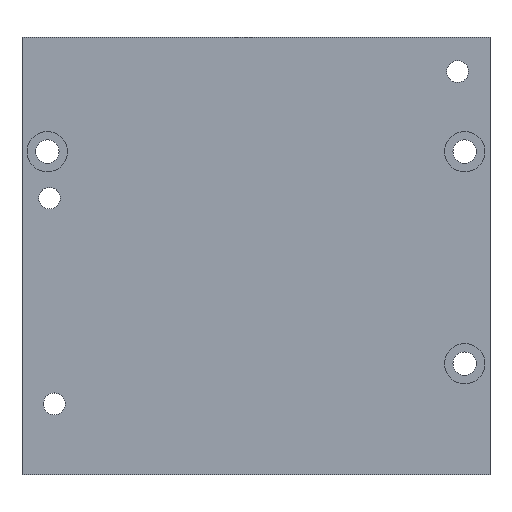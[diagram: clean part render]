
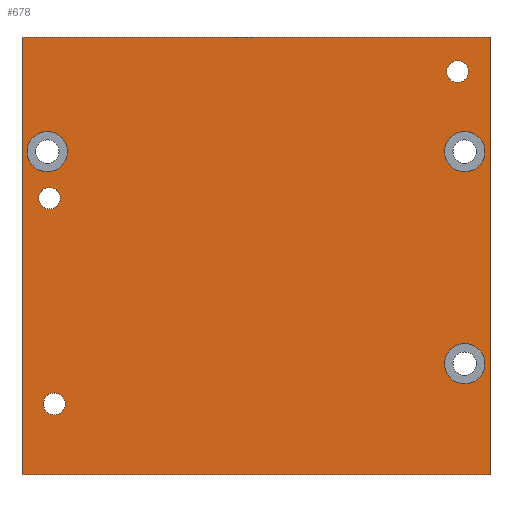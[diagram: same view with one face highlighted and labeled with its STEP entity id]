
A CAD part, top view. The second image highlights one B-rep face of the part: STEP entity #678.
In plain terms, the highlighted planar face has unit normal (0, 0, 1).
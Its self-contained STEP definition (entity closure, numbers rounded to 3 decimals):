
#17 = CARTESIAN_POINT ( 'NONE',  ( -34., 16.75, 6. ) ) ;
#48 = VERTEX_POINT ( 'NONE', #921 ) ;
#59 = FACE_OUTER_BOUND ( 'NONE', #1113, .T. ) ;
#96 = DIRECTION ( 'NONE',  ( 1., 0., 0. ) ) ;
#104 = CARTESIAN_POINT ( 'NONE',  ( -31., 16.75, 6. ) ) ;
#128 = CIRCLE ( 'NONE', #1346, 1.625 ) ;
#142 = DIRECTION ( 'NONE',  ( 1., 0., 0. ) ) ;
#154 = CARTESIAN_POINT ( 'NONE',  ( -34.75, 0., 6. ) ) ;
#176 = EDGE_CURVE ( 'NONE', #1318, #1606, #1190, .T. ) ;
#181 = ORIENTED_EDGE ( 'NONE', *, *, #478, .T. ) ;
#189 = CARTESIAN_POINT ( 'NONE',  ( -30.665, 9.828, 6. ) ) ;
#201 = CIRCLE ( 'NONE', #1122, 3. ) ;
#206 = ORIENTED_EDGE ( 'NONE', *, *, #1133, .F. ) ;
#218 = DIRECTION ( 'NONE',  ( 0., 0., 1. ) ) ;
#241 = ORIENTED_EDGE ( 'NONE', *, *, #1361, .F. ) ;
#244 = DIRECTION ( 'NONE',  ( 1., 0., 0. ) ) ;
#261 = AXIS2_PLACEMENT_3D ( 'NONE', #1052, #769, #393 ) ;
#270 = EDGE_CURVE ( 'NONE', #527, #446, #1374, .T. ) ;
#276 = LINE ( 'NONE', #787, #1151 ) ;
#292 = ORIENTED_EDGE ( 'NONE', *, *, #850, .F. ) ;
#299 = ORIENTED_EDGE ( 'NONE', *, *, #753, .T. ) ;
#303 = EDGE_CURVE ( 'NONE', #371, #1525, #1343, .T. ) ;
#320 = CARTESIAN_POINT ( 'NONE',  ( -34.75, -31.25, 6. ) ) ;
#321 = ORIENTED_EDGE ( 'NONE', *, *, #270, .F. ) ;
#324 = DIRECTION ( 'NONE',  ( 1., 0., 0. ) ) ;
#328 = VERTEX_POINT ( 'NONE', #1111 ) ;
#333 = DIRECTION ( 'NONE',  ( 1., 0., 0. ) ) ;
#343 = CARTESIAN_POINT ( 'NONE',  ( 34., 16.75, 6. ) ) ;
#351 = ORIENTED_EDGE ( 'NONE', *, *, #870, .F. ) ;
#354 = CARTESIAN_POINT ( 'NONE',  ( 31., -14.75, 6. ) ) ;
#358 = LINE ( 'NONE', #1016, #663 ) ;
#371 = VERTEX_POINT ( 'NONE', #343 ) ;
#393 = DIRECTION ( 'NONE',  ( 1., 0., 0. ) ) ;
#426 = EDGE_LOOP ( 'NONE', ( #321, #241 ) ) ;
#428 = ORIENTED_EDGE ( 'NONE', *, *, #1556, .F. ) ;
#437 = FACE_BOUND ( 'NONE', #521, .T. ) ;
#445 = CIRCLE ( 'NONE', #1617, 3. ) ;
#446 = VERTEX_POINT ( 'NONE', #17 ) ;
#478 = EDGE_CURVE ( 'NONE', #1318, #48, #276, .T. ) ;
#493 = DIRECTION ( 'NONE',  ( -1., 0., 0. ) ) ;
#495 = DIRECTION ( 'NONE',  ( 0., 0., 1. ) ) ;
#511 = EDGE_CURVE ( 'NONE', #328, #1327, #128, .T. ) ;
#513 = CARTESIAN_POINT ( 'NONE',  ( 34.75, 0., 6. ) ) ;
#520 = CARTESIAN_POINT ( 'NONE',  ( 31., 16.75, 6. ) ) ;
#521 = EDGE_LOOP ( 'NONE', ( #1285, #292 ) ) ;
#527 = VERTEX_POINT ( 'NONE', #1331 ) ;
#541 = DIRECTION ( 'NONE',  ( 1., 0., 0. ) ) ;
#545 = DIRECTION ( 'NONE',  ( 0., 1., 0. ) ) ;
#548 = EDGE_LOOP ( 'NONE', ( #1668, #351 ) ) ;
#558 = CARTESIAN_POINT ( 'NONE',  ( 34.75, 33.75, 6. ) ) ;
#579 = PLANE ( 'NONE',  #746 ) ;
#603 = CARTESIAN_POINT ( 'NONE',  ( 28.318, 28.638, 6. ) ) ;
#604 = VERTEX_POINT ( 'NONE', #687 ) ;
#660 = DIRECTION ( 'NONE',  ( 0., 0., 1. ) ) ;
#663 = VECTOR ( 'NONE', #493, 1000. ) ;
#673 = DIRECTION ( 'NONE',  ( 1., 0., 0. ) ) ;
#678 = ADVANCED_FACE ( 'NONE', ( #1494, #437, #953, #822, #1088, #1348, #59 ), #579, .T. ) ;
#682 = CARTESIAN_POINT ( 'NONE',  ( 34., -14.75, 6. ) ) ;
#687 = CARTESIAN_POINT ( 'NONE',  ( -29.065, 9.828, 6. ) ) ;
#690 = EDGE_CURVE ( 'NONE', #604, #1188, #989, .T. ) ;
#717 = VECTOR ( 'NONE', #545, 1000. ) ;
#719 = CIRCLE ( 'NONE', #991, 1.625 ) ;
#738 = CARTESIAN_POINT ( 'NONE',  ( -30.665, 9.828, 6. ) ) ;
#745 = EDGE_CURVE ( 'NONE', #793, #1381, #1178, .T. ) ;
#746 = AXIS2_PLACEMENT_3D ( 'NONE', #960, #1486, #324 ) ;
#753 = EDGE_CURVE ( 'NONE', #1387, #1606, #358, .T. ) ;
#766 = DIRECTION ( 'NONE',  ( 0., 0., 1. ) ) ;
#769 = DIRECTION ( 'NONE',  ( 0., 0., 1. ) ) ;
#786 = VERTEX_POINT ( 'NONE', #877 ) ;
#787 = CARTESIAN_POINT ( 'NONE',  ( 0., -31.25, 6. ) ) ;
#792 = DIRECTION ( 'NONE',  ( 1., 0., 0. ) ) ;
#793 = VERTEX_POINT ( 'NONE', #1263 ) ;
#797 = DIRECTION ( 'NONE',  ( 0., 0., 1. ) ) ;
#822 = FACE_BOUND ( 'NONE', #1245, .T. ) ;
#826 = AXIS2_PLACEMENT_3D ( 'NONE', #189, #1099, #1624 ) ;
#850 = EDGE_CURVE ( 'NONE', #1525, #371, #1595, .T. ) ;
#869 = CARTESIAN_POINT ( 'NONE',  ( 31., -14.75, 6. ) ) ;
#870 = EDGE_CURVE ( 'NONE', #1105, #786, #719, .T. ) ;
#871 = DIRECTION ( 'NONE',  ( 1., 0., 0. ) ) ;
#873 = ORIENTED_EDGE ( 'NONE', *, *, #690, .F. ) ;
#874 = DIRECTION ( 'NONE',  ( 1., 0., 0. ) ) ;
#877 = CARTESIAN_POINT ( 'NONE',  ( 31.568, 28.638, 6. ) ) ;
#884 = EDGE_CURVE ( 'NONE', #786, #1105, #936, .T. ) ;
#921 = CARTESIAN_POINT ( 'NONE',  ( 34.75, -31.25, 6. ) ) ;
#926 = ORIENTED_EDGE ( 'NONE', *, *, #745, .F. ) ;
#928 = CIRCLE ( 'NONE', #1585, 1.6 ) ;
#936 = CIRCLE ( 'NONE', #261, 1.625 ) ;
#953 = FACE_BOUND ( 'NONE', #1347, .T. ) ;
#960 = CARTESIAN_POINT ( 'NONE',  ( 0., 0., 6. ) ) ;
#978 = CARTESIAN_POINT ( 'NONE',  ( -34.75, 33.75, 6. ) ) ;
#989 = CIRCLE ( 'NONE', #826, 1.6 ) ;
#991 = AXIS2_PLACEMENT_3D ( 'NONE', #1311, #660, #541 ) ;
#1014 = ORIENTED_EDGE ( 'NONE', *, *, #1240, .F. ) ;
#1016 = CARTESIAN_POINT ( 'NONE',  ( 0., 33.75, 6. ) ) ;
#1031 = EDGE_LOOP ( 'NONE', ( #873, #206 ) ) ;
#1042 = AXIS2_PLACEMENT_3D ( 'NONE', #1553, #1655, #871 ) ;
#1052 = CARTESIAN_POINT ( 'NONE',  ( 29.943, 28.638, 6. ) ) ;
#1059 = DIRECTION ( 'NONE',  ( 1., 0., 0. ) ) ;
#1083 = DIRECTION ( 'NONE',  ( 0., 0., 1. ) ) ;
#1088 = FACE_BOUND ( 'NONE', #1031, .T. ) ;
#1099 = DIRECTION ( 'NONE',  ( 0., 0., 1. ) ) ;
#1105 = VERTEX_POINT ( 'NONE', #603 ) ;
#1111 = CARTESIAN_POINT ( 'NONE',  ( -31.576, -20.724, 6. ) ) ;
#1113 = EDGE_LOOP ( 'NONE', ( #1181, #181, #1123, #299 ) ) ;
#1122 = AXIS2_PLACEMENT_3D ( 'NONE', #1490, #1083, #673 ) ;
#1123 = ORIENTED_EDGE ( 'NONE', *, *, #1281, .T. ) ;
#1133 = EDGE_CURVE ( 'NONE', #1188, #604, #928, .T. ) ;
#1140 = CARTESIAN_POINT ( 'NONE',  ( -32.265, 9.828, 6. ) ) ;
#1151 = VECTOR ( 'NONE', #1588, 1000. ) ;
#1152 = AXIS2_PLACEMENT_3D ( 'NONE', #520, #1156, #1059 ) ;
#1156 = DIRECTION ( 'NONE',  ( 0., 0., 1. ) ) ;
#1161 = CARTESIAN_POINT ( 'NONE',  ( -29.951, -20.724, 6. ) ) ;
#1178 = CIRCLE ( 'NONE', #1405, 3. ) ;
#1181 = ORIENTED_EDGE ( 'NONE', *, *, #176, .F. ) ;
#1188 = VERTEX_POINT ( 'NONE', #1140 ) ;
#1190 = LINE ( 'NONE', #154, #717 ) ;
#1228 = AXIS2_PLACEMENT_3D ( 'NONE', #1161, #766, #792 ) ;
#1240 = EDGE_CURVE ( 'NONE', #1327, #328, #1669, .T. ) ;
#1245 = EDGE_LOOP ( 'NONE', ( #1014, #1535 ) ) ;
#1250 = CARTESIAN_POINT ( 'NONE',  ( 28., 16.75, 6. ) ) ;
#1263 = CARTESIAN_POINT ( 'NONE',  ( 28., -14.75, 6. ) ) ;
#1281 = EDGE_CURVE ( 'NONE', #48, #1387, #1681, .T. ) ;
#1285 = ORIENTED_EDGE ( 'NONE', *, *, #303, .F. ) ;
#1305 = CARTESIAN_POINT ( 'NONE',  ( -29.951, -20.724, 6. ) ) ;
#1308 = DIRECTION ( 'NONE',  ( 0., 1., 0. ) ) ;
#1311 = CARTESIAN_POINT ( 'NONE',  ( 29.943, 28.638, 6. ) ) ;
#1318 = VERTEX_POINT ( 'NONE', #320 ) ;
#1327 = VERTEX_POINT ( 'NONE', #1353 ) ;
#1331 = CARTESIAN_POINT ( 'NONE',  ( -28., 16.75, 6. ) ) ;
#1343 = CIRCLE ( 'NONE', #1042, 3. ) ;
#1346 = AXIS2_PLACEMENT_3D ( 'NONE', #1305, #797, #142 ) ;
#1347 = EDGE_LOOP ( 'NONE', ( #428, #926 ) ) ;
#1348 = FACE_BOUND ( 'NONE', #548, .T. ) ;
#1353 = CARTESIAN_POINT ( 'NONE',  ( -28.326, -20.724, 6. ) ) ;
#1361 = EDGE_CURVE ( 'NONE', #446, #527, #201, .T. ) ;
#1374 = CIRCLE ( 'NONE', #1650, 3. ) ;
#1381 = VERTEX_POINT ( 'NONE', #682 ) ;
#1382 = DIRECTION ( 'NONE',  ( 0., 0., 1. ) ) ;
#1387 = VERTEX_POINT ( 'NONE', #558 ) ;
#1401 = VECTOR ( 'NONE', #1308, 1000. ) ;
#1405 = AXIS2_PLACEMENT_3D ( 'NONE', #869, #218, #244 ) ;
#1486 = DIRECTION ( 'NONE',  ( 0., 0., 1. ) ) ;
#1490 = CARTESIAN_POINT ( 'NONE',  ( -31., 16.75, 6. ) ) ;
#1494 = FACE_BOUND ( 'NONE', #426, .T. ) ;
#1525 = VERTEX_POINT ( 'NONE', #1250 ) ;
#1535 = ORIENTED_EDGE ( 'NONE', *, *, #511, .F. ) ;
#1553 = CARTESIAN_POINT ( 'NONE',  ( 31., 16.75, 6. ) ) ;
#1556 = EDGE_CURVE ( 'NONE', #1381, #793, #445, .T. ) ;
#1585 = AXIS2_PLACEMENT_3D ( 'NONE', #738, #1382, #874 ) ;
#1588 = DIRECTION ( 'NONE',  ( 1., 0., 0. ) ) ;
#1595 = CIRCLE ( 'NONE', #1152, 3. ) ;
#1606 = VERTEX_POINT ( 'NONE', #978 ) ;
#1617 = AXIS2_PLACEMENT_3D ( 'NONE', #354, #1656, #96 ) ;
#1624 = DIRECTION ( 'NONE',  ( 1., 0., 0. ) ) ;
#1650 = AXIS2_PLACEMENT_3D ( 'NONE', #104, #495, #333 ) ;
#1655 = DIRECTION ( 'NONE',  ( 0., 0., 1. ) ) ;
#1656 = DIRECTION ( 'NONE',  ( 0., 0., 1. ) ) ;
#1668 = ORIENTED_EDGE ( 'NONE', *, *, #884, .F. ) ;
#1669 = CIRCLE ( 'NONE', #1228, 1.625 ) ;
#1681 = LINE ( 'NONE', #513, #1401 ) ;
